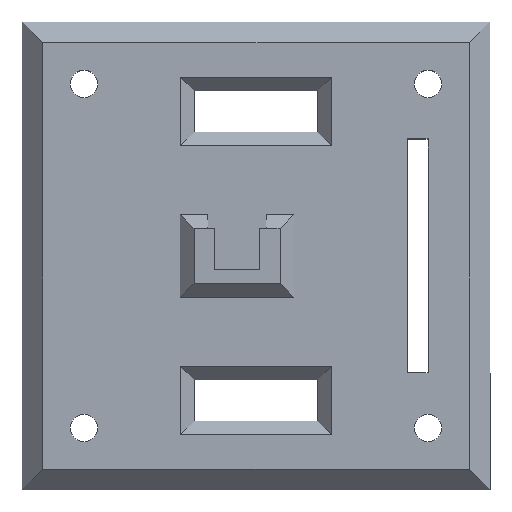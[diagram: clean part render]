
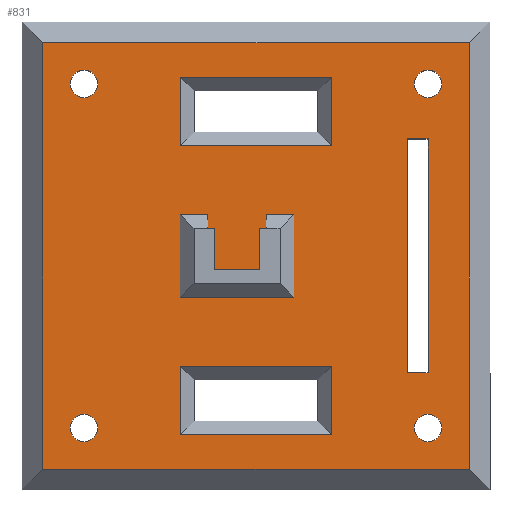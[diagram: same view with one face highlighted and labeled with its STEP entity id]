
A CAD part, top view. The second image highlights one B-rep face of the part: STEP entity #831.
In plain terms, the highlighted planar face has unit normal (0, 0, 1).
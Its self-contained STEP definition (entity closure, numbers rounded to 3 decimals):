
#16=LINE('',#1167,#121);
#19=LINE('',#1173,#124);
#22=LINE('',#1179,#127);
#25=LINE('',#1183,#130);
#31=LINE('',#1197,#136);
#32=LINE('',#1199,#137);
#33=LINE('',#1201,#138);
#34=LINE('',#1202,#139);
#35=LINE('',#1205,#140);
#36=LINE('',#1207,#141);
#37=LINE('',#1209,#142);
#38=LINE('',#1211,#143);
#39=LINE('',#1213,#144);
#40=LINE('',#1215,#145);
#41=LINE('',#1217,#146);
#42=LINE('',#1218,#147);
#43=LINE('',#1221,#148);
#44=LINE('',#1223,#149);
#45=LINE('',#1225,#150);
#46=LINE('',#1226,#151);
#47=LINE('',#1229,#152);
#48=LINE('',#1231,#153);
#49=LINE('',#1233,#154);
#50=LINE('',#1234,#155);
#121=VECTOR('',#954,11.);
#124=VECTOR('',#959,5.);
#127=VECTOR('',#964,11.);
#130=VECTOR('',#969,5.);
#136=VECTOR('',#981,5.);
#137=VECTOR('',#982,11.);
#138=VECTOR('',#983,5.);
#139=VECTOR('',#984,11.);
#140=VECTOR('',#985,4.);
#141=VECTOR('',#986,4.25);
#142=VECTOR('',#987,4.);
#143=VECTOR('',#988,2.);
#144=VECTOR('',#989,6.);
#145=VECTOR('',#990,8.25);
#146=VECTOR('',#991,6.);
#147=VECTOR('',#992,2.);
#148=VECTOR('',#993,31.);
#149=VECTOR('',#994,31.);
#150=VECTOR('',#995,31.);
#151=VECTOR('',#996,31.);
#152=VECTOR('',#997,17.);
#153=VECTOR('',#998,1.5);
#154=VECTOR('',#999,17.);
#155=VECTOR('',#1000,1.5);
#230=PLANE('',#888);
#270=FACE_BOUND('',#345,.T.);
#271=FACE_BOUND('',#346,.T.);
#272=FACE_BOUND('',#347,.T.);
#273=FACE_BOUND('',#348,.T.);
#274=FACE_BOUND('',#349,.T.);
#275=FACE_BOUND('',#350,.T.);
#276=FACE_BOUND('',#351,.T.);
#277=FACE_BOUND('',#352,.T.);
#278=FACE_BOUND('',#353,.T.);
#345=EDGE_LOOP('',(#623));
#346=EDGE_LOOP('',(#624));
#347=EDGE_LOOP('',(#625));
#348=EDGE_LOOP('',(#626));
#349=EDGE_LOOP('',(#627,#628,#629,#630));
#350=EDGE_LOOP('',(#631,#632,#633,#634,#635,#636,#637,#638));
#351=EDGE_LOOP('',(#639,#640,#641,#642));
#352=EDGE_LOOP('',(#643,#644,#645,#646));
#353=EDGE_LOOP('',(#647,#648,#649,#650));
#397=CIRCLE('',#872,1.);
#399=CIRCLE('',#875,1.);
#401=CIRCLE('',#878,1.);
#403=CIRCLE('',#881,1.);
#405=VERTEX_POINT('',#1143);
#407=VERTEX_POINT('',#1148);
#409=VERTEX_POINT('',#1153);
#411=VERTEX_POINT('',#1158);
#414=VERTEX_POINT('',#1164);
#415=VERTEX_POINT('',#1166);
#417=VERTEX_POINT('',#1172);
#419=VERTEX_POINT('',#1178);
#423=VERTEX_POINT('',#1195);
#424=VERTEX_POINT('',#1196);
#425=VERTEX_POINT('',#1198);
#426=VERTEX_POINT('',#1200);
#427=VERTEX_POINT('',#1203);
#428=VERTEX_POINT('',#1204);
#429=VERTEX_POINT('',#1206);
#430=VERTEX_POINT('',#1208);
#431=VERTEX_POINT('',#1210);
#432=VERTEX_POINT('',#1212);
#433=VERTEX_POINT('',#1214);
#434=VERTEX_POINT('',#1216);
#435=VERTEX_POINT('',#1219);
#436=VERTEX_POINT('',#1220);
#437=VERTEX_POINT('',#1222);
#438=VERTEX_POINT('',#1224);
#439=VERTEX_POINT('',#1227);
#440=VERTEX_POINT('',#1228);
#441=VERTEX_POINT('',#1230);
#442=VERTEX_POINT('',#1232);
#479=EDGE_CURVE('',#405,#405,#397,.T.);
#481=EDGE_CURVE('',#407,#407,#399,.T.);
#483=EDGE_CURVE('',#409,#409,#401,.T.);
#485=EDGE_CURVE('',#411,#411,#403,.T.);
#488=EDGE_CURVE('',#414,#415,#16,.T.);
#491=EDGE_CURVE('',#415,#417,#19,.T.);
#494=EDGE_CURVE('',#417,#419,#22,.T.);
#497=EDGE_CURVE('',#419,#414,#25,.T.);
#503=EDGE_CURVE('',#423,#424,#31,.T.);
#504=EDGE_CURVE('',#425,#423,#32,.T.);
#505=EDGE_CURVE('',#426,#425,#33,.T.);
#506=EDGE_CURVE('',#424,#426,#34,.T.);
#507=EDGE_CURVE('',#427,#428,#35,.T.);
#508=EDGE_CURVE('',#428,#429,#36,.T.);
#509=EDGE_CURVE('',#429,#430,#37,.T.);
#510=EDGE_CURVE('',#431,#430,#38,.T.);
#511=EDGE_CURVE('',#431,#432,#39,.T.);
#512=EDGE_CURVE('',#433,#432,#40,.T.);
#513=EDGE_CURVE('',#433,#434,#41,.T.);
#514=EDGE_CURVE('',#427,#434,#42,.T.);
#515=EDGE_CURVE('',#435,#436,#43,.T.);
#516=EDGE_CURVE('',#437,#435,#44,.T.);
#517=EDGE_CURVE('',#438,#437,#45,.T.);
#518=EDGE_CURVE('',#436,#438,#46,.T.);
#519=EDGE_CURVE('',#439,#440,#47,.T.);
#520=EDGE_CURVE('',#440,#441,#48,.T.);
#521=EDGE_CURVE('',#441,#442,#49,.T.);
#522=EDGE_CURVE('',#442,#439,#50,.T.);
#623=ORIENTED_EDGE('',*,*,#479,.T.);
#624=ORIENTED_EDGE('',*,*,#481,.T.);
#625=ORIENTED_EDGE('',*,*,#483,.T.);
#626=ORIENTED_EDGE('',*,*,#485,.T.);
#627=ORIENTED_EDGE('',*,*,#503,.F.);
#628=ORIENTED_EDGE('',*,*,#504,.F.);
#629=ORIENTED_EDGE('',*,*,#505,.F.);
#630=ORIENTED_EDGE('',*,*,#506,.F.);
#631=ORIENTED_EDGE('',*,*,#507,.T.);
#632=ORIENTED_EDGE('',*,*,#508,.T.);
#633=ORIENTED_EDGE('',*,*,#509,.T.);
#634=ORIENTED_EDGE('',*,*,#510,.F.);
#635=ORIENTED_EDGE('',*,*,#511,.T.);
#636=ORIENTED_EDGE('',*,*,#512,.F.);
#637=ORIENTED_EDGE('',*,*,#513,.T.);
#638=ORIENTED_EDGE('',*,*,#514,.F.);
#639=ORIENTED_EDGE('',*,*,#515,.F.);
#640=ORIENTED_EDGE('',*,*,#516,.F.);
#641=ORIENTED_EDGE('',*,*,#517,.F.);
#642=ORIENTED_EDGE('',*,*,#518,.F.);
#643=ORIENTED_EDGE('',*,*,#519,.T.);
#644=ORIENTED_EDGE('',*,*,#520,.T.);
#645=ORIENTED_EDGE('',*,*,#521,.T.);
#646=ORIENTED_EDGE('',*,*,#522,.T.);
#647=ORIENTED_EDGE('',*,*,#488,.F.);
#648=ORIENTED_EDGE('',*,*,#497,.F.);
#649=ORIENTED_EDGE('',*,*,#494,.F.);
#650=ORIENTED_EDGE('',*,*,#491,.F.);
#831=ADVANCED_FACE('',(#270,#271,#272,#273,#274,#275,#276,#277,#278),#230,
 .T.);
#872=AXIS2_PLACEMENT_3D('',#1144,#930,#931);
#875=AXIS2_PLACEMENT_3D('',#1149,#936,#937);
#878=AXIS2_PLACEMENT_3D('',#1154,#942,#943);
#881=AXIS2_PLACEMENT_3D('',#1159,#948,#949);
#888=AXIS2_PLACEMENT_3D('',#1194,#979,#980);
#930=DIRECTION('center_axis',(0.,0.,-1.));
#931=DIRECTION('ref_axis',(-1.,0.,0.));
#936=DIRECTION('center_axis',(0.,0.,-1.));
#937=DIRECTION('ref_axis',(-1.,0.,0.));
#942=DIRECTION('center_axis',(0.,0.,-1.));
#943=DIRECTION('ref_axis',(-1.,0.,0.));
#948=DIRECTION('center_axis',(0.,0.,-1.));
#949=DIRECTION('ref_axis',(-1.,0.,0.));
#954=DIRECTION('',(-1.,0.,0.));
#959=DIRECTION('',(0.,-1.,0.));
#964=DIRECTION('',(1.,0.,0.));
#969=DIRECTION('',(0.,1.,0.));
#979=DIRECTION('center_axis',(0.,0.,1.));
#980=DIRECTION('ref_axis',(1.,0.,0.));
#981=DIRECTION('',(0.,-1.,0.));
#982=DIRECTION('',(-1.,0.,0.));
#983=DIRECTION('',(0.,1.,0.));
#984=DIRECTION('',(1.,0.,0.));
#985=DIRECTION('',(0.,-1.,0.));
#986=DIRECTION('',(1.,0.,0.));
#987=DIRECTION('',(0.,1.,0.));
#988=DIRECTION('',(-1.,0.,0.));
#989=DIRECTION('',(0.,-1.,0.));
#990=DIRECTION('',(1.,0.,0.));
#991=DIRECTION('',(0.,1.,0.));
#992=DIRECTION('',(-1.,0.,0.));
#993=DIRECTION('',(-1.,0.,0.));
#994=DIRECTION('',(0.,-1.,0.));
#995=DIRECTION('',(1.,0.,0.));
#996=DIRECTION('',(0.,1.,0.));
#997=DIRECTION('',(0.,-1.,0.));
#998=DIRECTION('',(-1.,0.,0.));
#999=DIRECTION('',(0.,1.,0.));
#1000=DIRECTION('',(1.,0.,0.));
#1143=CARTESIAN_POINT('',(-3.5,4.5,1.5));
#1144=CARTESIAN_POINT('Origin',(-4.5,4.5,1.5));
#1148=CARTESIAN_POINT('',(-28.5,4.5,1.5));
#1149=CARTESIAN_POINT('Origin',(-29.5,4.5,1.5));
#1153=CARTESIAN_POINT('',(-3.5,29.5,1.5));
#1154=CARTESIAN_POINT('Origin',(-4.5,29.5,1.5));
#1158=CARTESIAN_POINT('',(-28.5,29.5,1.5));
#1159=CARTESIAN_POINT('Origin',(-29.5,29.5,1.5));
#1164=CARTESIAN_POINT('',(-11.5,30.,1.5));
#1166=CARTESIAN_POINT('',(-22.5,30.,1.5));
#1167=CARTESIAN_POINT('',(-14.75,30.,1.5));
#1172=CARTESIAN_POINT('',(-22.5,25.,1.5));
#1173=CARTESIAN_POINT('',(-22.5,23.,1.5));
#1178=CARTESIAN_POINT('',(-11.5,25.,1.5));
#1179=CARTESIAN_POINT('',(-19.25,25.,1.5));
#1183=CARTESIAN_POINT('',(-11.5,21.5,1.5));
#1194=CARTESIAN_POINT('Origin',(-17.,17.,1.5));
#1195=CARTESIAN_POINT('',(-22.5,9.,1.5));
#1196=CARTESIAN_POINT('',(-22.5,4.,1.5));
#1197=CARTESIAN_POINT('',(-22.5,12.5,1.5));
#1198=CARTESIAN_POINT('',(-11.5,9.,1.5));
#1199=CARTESIAN_POINT('',(-14.75,9.,1.5));
#1200=CARTESIAN_POINT('',(-11.5,4.,1.5));
#1201=CARTESIAN_POINT('',(-11.5,11.,1.5));
#1202=CARTESIAN_POINT('',(-19.25,4.,1.5));
#1203=CARTESIAN_POINT('',(-20.5,20.,1.5));
#1204=CARTESIAN_POINT('',(-20.5,16.,1.5));
#1205=CARTESIAN_POINT('',(-20.5,17.,1.5));
#1206=CARTESIAN_POINT('',(-16.25,16.,1.5));
#1207=CARTESIAN_POINT('',(-17.688,16.,1.5));
#1208=CARTESIAN_POINT('',(-16.25,20.,1.5));
#1209=CARTESIAN_POINT('',(-16.25,17.,1.5));
#1210=CARTESIAN_POINT('',(-14.25,20.,1.5));
#1211=CARTESIAN_POINT('',(-16.428,20.,1.5));
#1212=CARTESIAN_POINT('',(-14.25,14.,1.5));
#1213=CARTESIAN_POINT('',(-14.25,17.,1.5));
#1214=CARTESIAN_POINT('',(-22.5,14.,1.5));
#1215=CARTESIAN_POINT('',(-18.947,14.,1.5));
#1216=CARTESIAN_POINT('',(-22.5,20.,1.5));
#1217=CARTESIAN_POINT('',(-22.5,17.,1.5));
#1218=CARTESIAN_POINT('',(-18.947,20.,1.5));
#1219=CARTESIAN_POINT('',(-1.5,1.5,1.5));
#1220=CARTESIAN_POINT('',(-32.5,1.5,1.5));
#1221=CARTESIAN_POINT('',(-8.5,1.5,1.5));
#1222=CARTESIAN_POINT('',(-1.5,32.5,1.5));
#1223=CARTESIAN_POINT('',(-1.5,25.5,1.5));
#1224=CARTESIAN_POINT('',(-32.5,32.5,1.5));
#1225=CARTESIAN_POINT('',(-25.5,32.5,1.5));
#1226=CARTESIAN_POINT('',(-32.5,8.5,1.5));
#1227=CARTESIAN_POINT('',(-4.5,25.5,1.5));
#1228=CARTESIAN_POINT('',(-4.5,8.5,1.5));
#1229=CARTESIAN_POINT('',(-4.5,21.25,1.5));
#1230=CARTESIAN_POINT('',(-6.,8.5,1.5));
#1231=CARTESIAN_POINT('',(-10.75,8.5,1.5));
#1232=CARTESIAN_POINT('',(-6.,25.5,1.5));
#1233=CARTESIAN_POINT('',(-6.,12.75,1.5));
#1234=CARTESIAN_POINT('',(-11.5,25.5,1.5));
